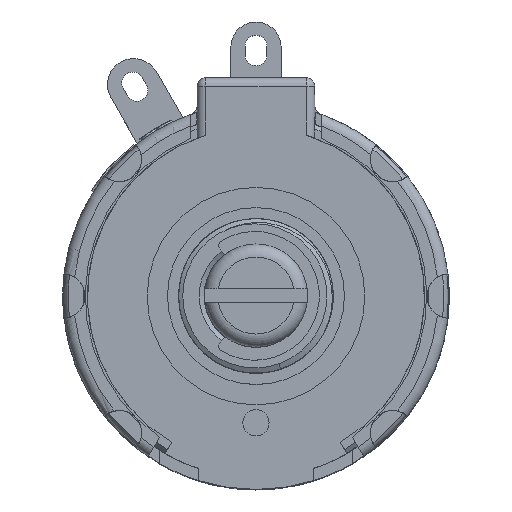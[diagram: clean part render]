
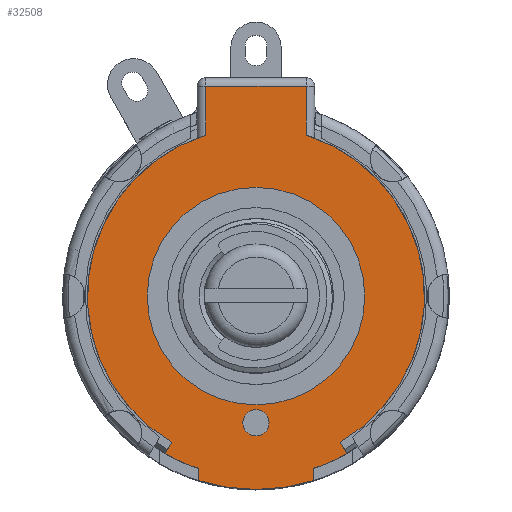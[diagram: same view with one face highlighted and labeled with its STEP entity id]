
A CAD part, top view. The second image highlights one B-rep face of the part: STEP entity #32508.
In plain terms, the highlighted planar face has unit normal (0, 0, 1).
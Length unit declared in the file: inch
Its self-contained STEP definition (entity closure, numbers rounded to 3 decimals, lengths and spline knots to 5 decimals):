
#31227=DIRECTION('',(0.,1.,0.));
#31228=VECTOR('',#31227,0.02786);
#31229=CARTESIAN_POINT('',(0.1325,-0.4222,0.));
#31230=LINE('',#31229,#31228);
#31231=CARTESIAN_POINT('',(0.,0.,0.));
#31232=DIRECTION('',(0.,0.,-1.));
#31233=DIRECTION('',(0.299,-0.954,0.));
#31234=AXIS2_PLACEMENT_3D('',#31231,#31232,#31233);
#31236=DIRECTION('',(0.,1.,0.));
#31237=VECTOR('',#31236,0.02786);
#31238=CARTESIAN_POINT('',(-0.1325,-0.4222,0.));
#31239=LINE('',#31238,#31237);
#31240=CARTESIAN_POINT('',(0.,-0.29,0.));
#31241=DIRECTION('',(0.,0.,1.));
#31242=DIRECTION('',(1.,0.,0.));
#31243=AXIS2_PLACEMENT_3D('',#31240,#31241,#31242);
#31245=CARTESIAN_POINT('',(0.,-0.29,0.));
#31246=DIRECTION('',(0.,0.,1.));
#31247=DIRECTION('',(-1.,0.,0.));
#31248=AXIS2_PLACEMENT_3D('',#31245,#31246,#31247);
#31250=CARTESIAN_POINT('',(0.,0.,0.));
#31251=DIRECTION('',(0.,0.,-1.));
#31252=DIRECTION('',(0.,1.,0.));
#31253=AXIS2_PLACEMENT_3D('',#31250,#31251,#31252);
#31263=CARTESIAN_POINT('',(0.,0.,0.));
#31264=DIRECTION('',(0.,0.,1.));
#31265=DIRECTION('',(0.,1.,0.));
#31266=AXIS2_PLACEMENT_3D('',#31263,#31264,#31265);
#31861=DIRECTION('',(-1.,0.,0.));
#31862=VECTOR('',#31861,0.23);
#31863=CARTESIAN_POINT('',(0.115,0.48,0.));
#31864=LINE('',#31863,#31862);
#31919=CARTESIAN_POINT('',(0.115,0.36847,0.));
#31921=DIRECTION('',(0.,1.,0.));
#31922=VECTOR('',#31921,0.11153);
#31923=CARTESIAN_POINT('',(0.115,0.36847,0.));
#31924=LINE('',#31923,#31922);
#31979=DIRECTION('',(-0.5,-0.866,0.));
#31980=VECTOR('',#31979,0.03);
#31981=CARTESIAN_POINT('',(-0.193,-0.33429,0.));
#31982=LINE('',#31981,#31980);
#31987=CARTESIAN_POINT('',(0.,0.,0.));
#31988=DIRECTION('',(0.,0.,1.));
#31989=DIRECTION('',(-0.298,0.955,0.));
#31990=AXIS2_PLACEMENT_3D('',#31987,#31988,#31989);
#31992=CARTESIAN_POINT('',(0.,0.,0.));
#31993=DIRECTION('',(0.,0.,1.));
#31994=DIRECTION('',(0.5,-0.866,0.));
#31995=AXIS2_PLACEMENT_3D('',#31992,#31993,#31994);
#31997=CARTESIAN_POINT('',(-0.115,0.36847,0.));
#32016=DIRECTION('',(0.,-1.,0.));
#32017=VECTOR('',#32016,0.11153);
#32018=CARTESIAN_POINT('',(-0.115,0.48,0.));
#32019=LINE('',#32018,#32017);
#32030=CARTESIAN_POINT('',(0.,0.,0.));
#32031=DIRECTION('',(0.,0.,1.));
#32032=DIRECTION('',(-0.5,-0.866,0.));
#32033=AXIS2_PLACEMENT_3D('',#32030,#32031,#32032);
#32045=CARTESIAN_POINT('',(0.,0.,0.));
#32046=DIRECTION('',(0.,0.,1.));
#32047=DIRECTION('',(0.319,-0.948,0.));
#32048=AXIS2_PLACEMENT_3D('',#32045,#32046,#32047);
#32053=CARTESIAN_POINT('',(-0.1325,-0.4222,0.));
#32055=CARTESIAN_POINT('',(0.1325,-0.4222,0.));
#32086=DIRECTION('',(0.5,-0.866,0.));
#32087=VECTOR('',#32086,0.03);
#32088=CARTESIAN_POINT('',(0.193,-0.33429,0.));
#32089=LINE('',#32088,#32087);
#32206=CARTESIAN_POINT('',(0.,0.249,0.));
#32208=VERTEX_POINT('',#32206);
#32210=CARTESIAN_POINT('',(0.,-0.249,0.));
#32212=VERTEX_POINT('',#32210);
#32271=CARTESIAN_POINT('',(0.115,0.48,0.));
#32272=VERTEX_POINT('',#32271);
#32273=CARTESIAN_POINT('',(-0.115,0.48,0.));
#32274=VERTEX_POINT('',#32273);
#32276=VERTEX_POINT('',#31919);
#32277=VERTEX_POINT('',#31997);
#32311=VERTEX_POINT('',#32053);
#32312=VERTEX_POINT('',#32055);
#32325=CARTESIAN_POINT('',(-0.193,-0.33429,0.));
#32327=VERTEX_POINT('',#32325);
#32329=CARTESIAN_POINT('',(0.193,-0.33429,0.));
#32331=VERTEX_POINT('',#32329);
#32333=CARTESIAN_POINT('',(-0.1325,-0.39433,0.));
#32334=VERTEX_POINT('',#32333);
#32335=CARTESIAN_POINT('',(0.1325,-0.39433,0.));
#32336=VERTEX_POINT('',#32335);
#32337=CARTESIAN_POINT('',(-0.208,-0.36027,0.));
#32338=VERTEX_POINT('',#32337);
#32339=CARTESIAN_POINT('',(0.208,-0.36027,0.));
#32340=VERTEX_POINT('',#32339);
#32349=CARTESIAN_POINT('',(0.03,-0.29,0.));
#32350=CARTESIAN_POINT('',(-0.03,-0.29,0.));
#32351=VERTEX_POINT('',#32349);
#32352=VERTEX_POINT('',#32350);
#32465=CARTESIAN_POINT('',(0.,0.,0.));
#32466=DIRECTION('',(0.,0.,-1.));
#32467=DIRECTION('',(0.,-1.,0.));
#32468=AXIS2_PLACEMENT_3D('',#32465,#32466,#32467);
#32469=PLANE('',#32468);
#32471=ORIENTED_EDGE('',*,*,#32470,.F.);
#32473=ORIENTED_EDGE('',*,*,#32472,.T.);
#32475=ORIENTED_EDGE('',*,*,#32474,.F.);
#32477=ORIENTED_EDGE('',*,*,#32476,.F.);
#32479=ORIENTED_EDGE('',*,*,#32478,.T.);
#32481=ORIENTED_EDGE('',*,*,#32480,.T.);
#32483=ORIENTED_EDGE('',*,*,#32482,.F.);
#32485=ORIENTED_EDGE('',*,*,#32484,.F.);
#32487=ORIENTED_EDGE('',*,*,#32486,.F.);
#32489=ORIENTED_EDGE('',*,*,#32488,.F.);
#32491=ORIENTED_EDGE('',*,*,#32490,.F.);
#32493=ORIENTED_EDGE('',*,*,#32492,.F.);
#32494=EDGE_LOOP('',(#32471,#32473,#32475,#32477,#32479,#32481,#32483,#32485,
#32487,#32489,#32491,#32493));
#32495=FACE_OUTER_BOUND('',#32494,.F.);
#32497=ORIENTED_EDGE('',*,*,#32496,.F.);
#32499=ORIENTED_EDGE('',*,*,#32498,.T.);
#32500=EDGE_LOOP('',(#32497,#32499));
#32501=FACE_BOUND('',#32500,.F.);
#32503=ORIENTED_EDGE('',*,*,#32502,.T.);
#32505=ORIENTED_EDGE('',*,*,#32504,.T.);
#32506=EDGE_LOOP('',(#32503,#32505));
#32507=FACE_BOUND('',#32506,.F.);
#32508=ADVANCED_FACE('',(#32495,#32501,#32507),#32469,.F.);
#31235=CIRCLE('',#31234,0.4425);
#31244=CIRCLE('',#31243,0.03);
#31249=CIRCLE('',#31248,0.03);
#31254=CIRCLE('',#31253,0.249);
#31267=CIRCLE('',#31266,0.249);
#31991=CIRCLE('',#31990,0.386);
#31996=CIRCLE('',#31995,0.386);
#32034=CIRCLE('',#32033,0.416);
#32049=CIRCLE('',#32048,0.416);
#32470=EDGE_CURVE('',#32331,#32276,#31996,.T.);
#32472=EDGE_CURVE('',#32331,#32340,#32089,.T.);
#32474=EDGE_CURVE('',#32336,#32340,#32049,.T.);
#32476=EDGE_CURVE('',#32312,#32336,#31230,.T.);
#32478=EDGE_CURVE('',#32312,#32311,#31235,.T.);
#32480=EDGE_CURVE('',#32311,#32334,#31239,.T.);
#32482=EDGE_CURVE('',#32338,#32334,#32034,.T.);
#32484=EDGE_CURVE('',#32327,#32338,#31982,.T.);
#32486=EDGE_CURVE('',#32277,#32327,#31991,.T.);
#32488=EDGE_CURVE('',#32274,#32277,#32019,.T.);
#32490=EDGE_CURVE('',#32272,#32274,#31864,.T.);
#32492=EDGE_CURVE('',#32276,#32272,#31924,.T.);
#32496=EDGE_CURVE('',#32208,#32212,#31254,.T.);
#32498=EDGE_CURVE('',#32208,#32212,#31267,.T.);
#32502=EDGE_CURVE('',#32351,#32352,#31244,.T.);
#32504=EDGE_CURVE('',#32352,#32351,#31249,.T.);
